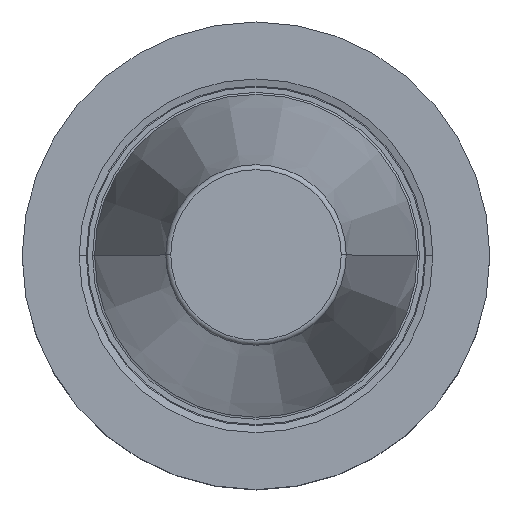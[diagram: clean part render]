
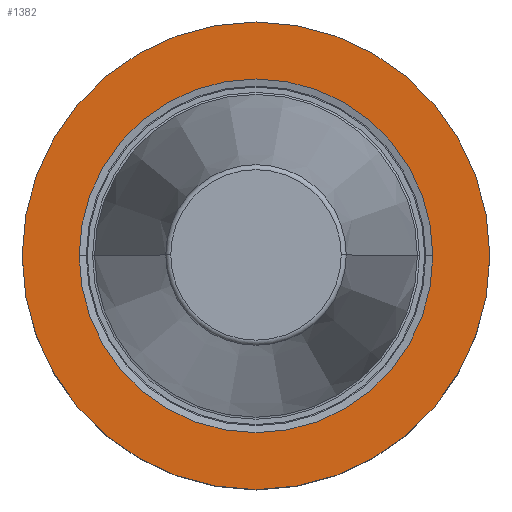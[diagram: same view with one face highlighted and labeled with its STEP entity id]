
A CAD part, top view. The second image highlights one B-rep face of the part: STEP entity #1382.
In plain terms, the highlighted planar face has unit normal (0, 0, 1).
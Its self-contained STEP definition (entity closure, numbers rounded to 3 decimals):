
#425=CARTESIAN_POINT('',(0.,0.,-2.));
#426=DIRECTION('',(0.,0.,-1.));
#427=DIRECTION('',(1.,0.,0.));
#428=AXIS2_PLACEMENT_3D('',#425,#426,#427);
#433=CARTESIAN_POINT('',(0.,0.,-2.));
#434=DIRECTION('',(0.,0.,1.));
#435=DIRECTION('',(1.,0.,0.));
#436=AXIS2_PLACEMENT_3D('',#433,#434,#435);
#441=CARTESIAN_POINT('',(0.,0.,-2.));
#442=DIRECTION('',(0.,0.,1.));
#443=DIRECTION('',(1.,0.,0.));
#444=AXIS2_PLACEMENT_3D('',#441,#442,#443);
#449=CARTESIAN_POINT('',(0.,0.,-2.));
#450=DIRECTION('',(0.,0.,1.));
#451=DIRECTION('',(-1.,0.,0.));
#452=AXIS2_PLACEMENT_3D('',#449,#450,#451);
#909=CARTESIAN_POINT('',(23.,0.,-2.));
#910=CARTESIAN_POINT('',(-23.,0.,-2.));
#911=VERTEX_POINT('',#909);
#912=VERTEX_POINT('',#910);
#971=CARTESIAN_POINT('',(17.396,0.,-2.));
#972=VERTEX_POINT('',#971);
#975=CARTESIAN_POINT('',(-17.396,0.,-2.));
#976=VERTEX_POINT('',#975);
#1367=CARTESIAN_POINT('',(0.,0.,-2.));
#1368=DIRECTION('',(0.,0.,-1.));
#1369=DIRECTION('',(-1.,0.,0.));
#1370=AXIS2_PLACEMENT_3D('',#1367,#1368,#1369);
#1371=PLANE('',#1370);
#1372=ORIENTED_EDGE('',*,*,#1290,.T.);
#1373=ORIENTED_EDGE('',*,*,#1348,.F.);
#1374=EDGE_LOOP('',(#1372,#1373));
#1375=FACE_OUTER_BOUND('',#1374,.F.);
#1377=ORIENTED_EDGE('',*,*,#1376,.T.);
#1379=ORIENTED_EDGE('',*,*,#1378,.T.);
#1380=EDGE_LOOP('',(#1377,#1379));
#1381=FACE_BOUND('',#1380,.F.);
#429=CIRCLE('',#428,23.);
#437=CIRCLE('',#436,23.);
#445=CIRCLE('',#444,17.396);
#453=CIRCLE('',#452,17.396);
#1290=EDGE_CURVE('',#911,#912,#429,.T.);
#1348=EDGE_CURVE('',#911,#912,#437,.T.);
#1376=EDGE_CURVE('',#972,#976,#445,.T.);
#1378=EDGE_CURVE('',#976,#972,#453,.T.);
#1382=ADVANCED_FACE('',(#1375,#1381),#1371,.F.);
